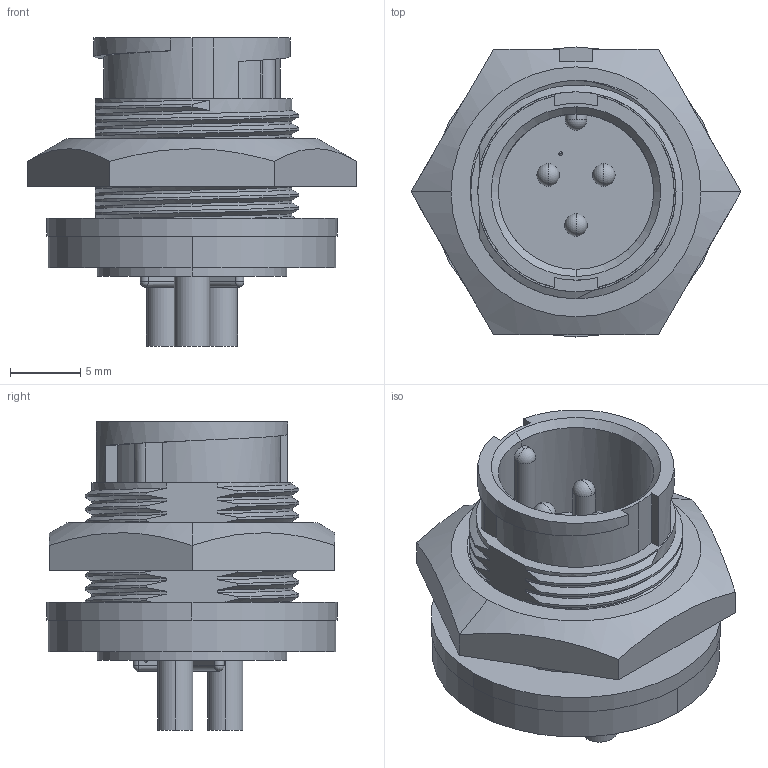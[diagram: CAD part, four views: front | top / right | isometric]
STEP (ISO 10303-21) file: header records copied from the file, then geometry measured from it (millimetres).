
FILE_DESCRIPTION (( 'STEP AP203' ), '1' );
FILE_NAME ('7380-3PG-300.STEP', '2015-06-17T14:00:46', ( '' ), ( '' ), 'SwSTEP 2.0', 'SolidWorks 2014', '' );
FILE_SCHEMA (( 'CONFIG_CONTROL_DESIGN' ));
Length unit declared in the file: inch
Products named in the file (1): 7380-3PG-300
Bounding box: 23.46 x 20.62 x 21.92 mm (x, y, z)
Volume: 3144.3 mm3; surface area: 2997.9 mm2
Topology: 2 solids, 2 shells, 171 faces, 467 edges, 301 vertices
Faces by surface type: cylinder 87, plane 42, bspline 24, sphere 14, cone 4
Entity records: 11636 total; most frequent: CARTESIAN_POINT 7773, ORIENTED_EDGE 894, DIRECTION 678, EDGE_CURVE 447, VERTEX_POINT 294, AXIS2_PLACEMENT_3D 251, EDGE_LOOP 187, LINE 176
